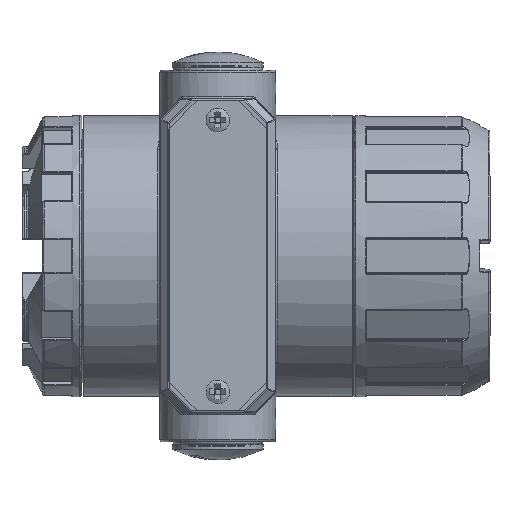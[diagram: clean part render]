
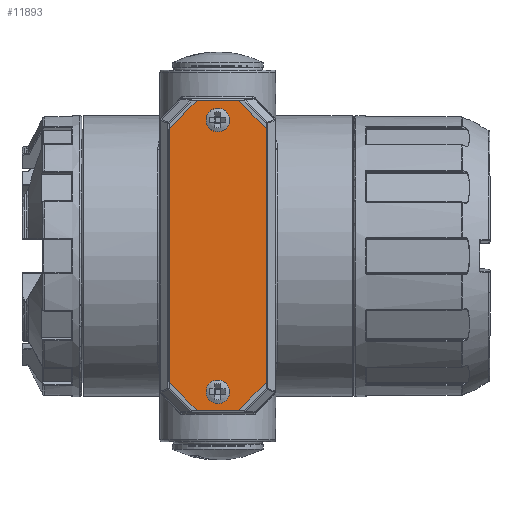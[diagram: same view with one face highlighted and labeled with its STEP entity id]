
A CAD part, top view. The second image highlights one B-rep face of the part: STEP entity #11893.
In plain terms, the highlighted planar face has unit normal (0, 0, 1).
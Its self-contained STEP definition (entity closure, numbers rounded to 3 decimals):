
#11893=ADVANCED_FACE('',(#40425,#40427,#40429),#40431,.T.);
#40425=FACE_BOUND('',#40426,.T.);
#40426=EDGE_LOOP('',(#73101,#73102,#73103,#73104,#73105,#73106,#73107,#73108));
#40427=FACE_BOUND('',#40428,.T.);
#40428=EDGE_LOOP('',(#73109));
#40429=FACE_BOUND('',#40430,.T.);
#40430=EDGE_LOOP('',(#73110));
#40431=PLANE('',#40432);
#40432=AXIS2_PLACEMENT_3D('',#40433,#40434,#40435);
#40433=CARTESIAN_POINT('',(0.,0.,0.3));
#40434=DIRECTION('',(0.,0.,1.));
#40435=DIRECTION('',(-1.,0.,0.));
#73101=ORIENTED_EDGE('',*,*,#79541,.T.);
#73102=ORIENTED_EDGE('',*,*,#79542,.T.);
#73103=ORIENTED_EDGE('',*,*,#79543,.T.);
#73104=ORIENTED_EDGE('',*,*,#79544,.T.);
#73105=ORIENTED_EDGE('',*,*,#79545,.T.);
#73106=ORIENTED_EDGE('',*,*,#79546,.T.);
#73107=ORIENTED_EDGE('',*,*,#79547,.T.);
#73108=ORIENTED_EDGE('',*,*,#79548,.T.);
#73109=ORIENTED_EDGE('',*,*,#79549,.T.);
#73110=ORIENTED_EDGE('',*,*,#79550,.T.);
#79541=EDGE_CURVE('',#85187,#85188,#85189,.T.);
#79542=EDGE_CURVE('',#85188,#85190,#85191,.T.);
#79543=EDGE_CURVE('',#85190,#85192,#85193,.T.);
#79544=EDGE_CURVE('',#85192,#85194,#85195,.T.);
#79545=EDGE_CURVE('',#85194,#85196,#85197,.T.);
#79546=EDGE_CURVE('',#85196,#85198,#85199,.T.);
#79547=EDGE_CURVE('',#85198,#85200,#85201,.T.);
#79548=EDGE_CURVE('',#85200,#85187,#85202,.T.);
#79549=EDGE_CURVE('',#85203,#85203,#85204,.F.);
#79550=EDGE_CURVE('',#85205,#85205,#85206,.F.);
#85187=VERTEX_POINT('',#103017);
#85188=VERTEX_POINT('',#103018);
#85189=LINE('',#103019,#103020);
#85190=VERTEX_POINT('',#103022);
#85191=LINE('',#103023,#103024);
#85192=VERTEX_POINT('',#103026);
#85193=LINE('',#103027,#103028);
#85194=VERTEX_POINT('',#103030);
#85195=LINE('',#103031,#103032);
#85196=VERTEX_POINT('',#103034);
#85197=LINE('',#103035,#103036);
#85198=VERTEX_POINT('',#103038);
#85199=LINE('',#103039,#103040);
#85200=VERTEX_POINT('',#103042);
#85201=LINE('',#103043,#103044);
#85202=LINE('',#103046,#103047);
#85203=VERTEX_POINT('',#103049);
#85204=CIRCLE('',#103050,1.75);
#85205=VERTEX_POINT('',#103054);
#85206=CIRCLE('',#103055,1.75);
#103017=CARTESIAN_POINT('',(5.,37.5,0.3));
#103018=CARTESIAN_POINT('',(-5.,37.5,0.3));
#103019=CARTESIAN_POINT('',(5.,37.5,0.3));
#103020=VECTOR('',#103021,1.);
#103021=DIRECTION('',(-1.,0.,0.));
#103022=CARTESIAN_POINT('',(-12.,30.5,0.3));
#103023=CARTESIAN_POINT('',(-5.,37.5,0.3));
#103024=VECTOR('',#103025,1.);
#103025=DIRECTION('',(-0.707,-0.707,0.));
#103026=CARTESIAN_POINT('',(-12.,-30.5,0.3));
#103027=CARTESIAN_POINT('',(-12.,30.5,0.3));
#103028=VECTOR('',#103029,1.);
#103029=DIRECTION('',(0.,-1.,0.));
#103030=CARTESIAN_POINT('',(-5.,-37.5,0.3));
#103031=CARTESIAN_POINT('',(-12.,-30.5,0.3));
#103032=VECTOR('',#103033,1.);
#103033=DIRECTION('',(0.707,-0.707,0.));
#103034=CARTESIAN_POINT('',(5.,-37.5,0.3));
#103035=CARTESIAN_POINT('',(-5.,-37.5,0.3));
#103036=VECTOR('',#103037,1.);
#103037=DIRECTION('',(1.,0.,0.));
#103038=CARTESIAN_POINT('',(12.,-30.5,0.3));
#103039=CARTESIAN_POINT('',(5.,-37.5,0.3));
#103040=VECTOR('',#103041,1.);
#103041=DIRECTION('',(0.707,0.707,0.));
#103042=CARTESIAN_POINT('',(12.,30.5,0.3));
#103043=CARTESIAN_POINT('',(12.,-30.5,0.3));
#103044=VECTOR('',#103045,1.);
#103045=DIRECTION('',(0.,1.,0.));
#103046=CARTESIAN_POINT('',(12.,30.5,0.3));
#103047=VECTOR('',#103048,1.);
#103048=DIRECTION('',(-0.707,0.707,0.));
#103049=CARTESIAN_POINT('',(-1.75,-33.,0.3));
#103050=AXIS2_PLACEMENT_3D('',#103051,#103052,#103053);
#103051=CARTESIAN_POINT('',(0.,-33.,0.3));
#103052=DIRECTION('',(0.,0.,1.));
#103053=DIRECTION('',(-1.,0.,0.));
#103054=CARTESIAN_POINT('',(-1.75,33.,0.3));
#103055=AXIS2_PLACEMENT_3D('',#103056,#103057,#103058);
#103056=CARTESIAN_POINT('',(0.,33.,0.3));
#103057=DIRECTION('',(0.,0.,1.));
#103058=DIRECTION('',(-1.,0.,0.));
